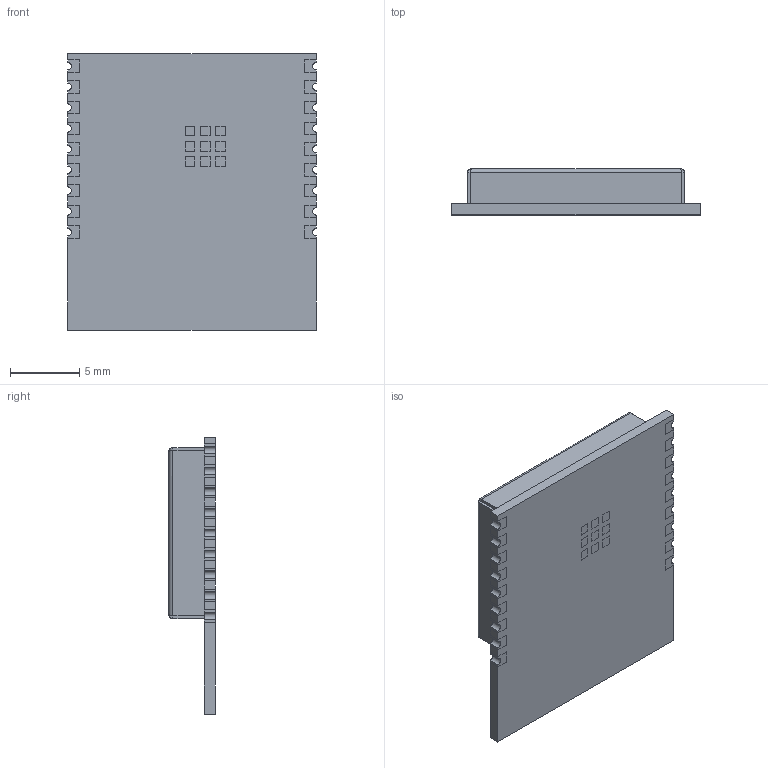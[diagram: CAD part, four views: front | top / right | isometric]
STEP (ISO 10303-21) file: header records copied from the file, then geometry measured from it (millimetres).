
FILE_DESCRIPTION (( 'STEP AP214' ), '1' );
FILE_NAME ('ESP32-C3-WROOM-02-H4.STEP', '2021-12-29T02:45:04', ( '' ), ( '' ), 'SwSTEP 2.0', 'SolidWorks 2017', '' );
FILE_SCHEMA (( 'AUTOMOTIVE_DESIGN' ));
Length unit declared in the file: millimetre
Products named in the file (1): ESP32-C3-WROOM-02-H4
Bounding box: 18 x 3.35 x 20 mm (x, y, z)
Volume: 349.8 mm3; surface area: 1619.6 mm2
Topology: 37 solids, 37 shells, 520 faces, 1276 edges, 840 vertices
Faces by surface type: plane 476, cylinder 36, bspline 8
Full cylindrical faces by diameter (mm): 0.5 x2, 1 x2
Entity records: 15606 total; most frequent: CARTESIAN_POINT 2953, ORIENTED_EDGE 2544, DIRECTION 2338, EDGE_CURVE 1272, LINE 1200, VECTOR 1200, VERTEX_POINT 840, AXIS2_PLACEMENT_3D 569
